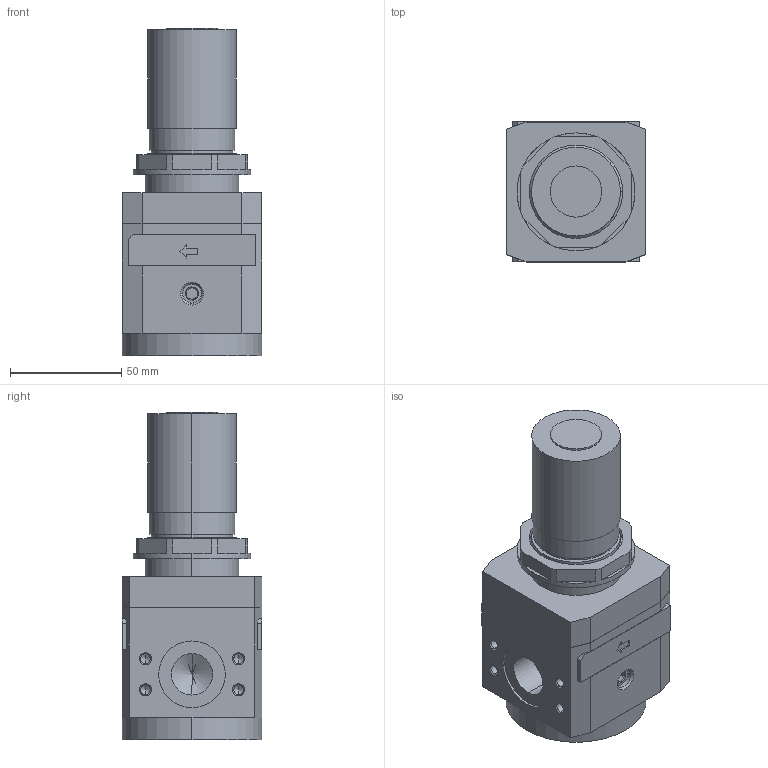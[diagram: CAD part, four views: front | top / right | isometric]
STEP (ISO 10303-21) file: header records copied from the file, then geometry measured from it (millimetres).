
FILE_DESCRIPTION((''),'2;1');
FILE_NAME('17322B_.stp','2003-06-16T15:00:59',('maffial1'),(''),'Autodesk Inventor 7','Autodesk Inventor 7','');
FILE_SCHEMA(('AUTOMOTIVE_DESIGN { 1 0 10303 214 1 1 1 1 }'));
Length unit declared in the file: millimetre
Products named in the file (4): 17322B_; 17322B_(1); RS_1702_12; RK_1701_020
Assembly tree (3 placements, depth 2):
  17322B_
    17322B_(1)
    RS_1702_12
    RK_1701_020
Bounding box: 63 x 63 x 147.5 mm (x, y, z)
Volume: 363972.5 mm3; surface area: 50591.2 mm2
Topology: 3 solids, 5 shells, 220 faces, 527 edges, 319 vertices
Faces by surface type: bspline 96, plane 80, cylinder 28, cone 12, torus 4
Entity records: 7198 total; most frequent: CARTESIAN_POINT 2369, ORIENTED_EDGE 1006, DIRECTION 922, EDGE_CURVE 503, VECTOR 322, LINE 322, VERTEX_POINT 319, AXIS2_PLACEMENT_3D 300
